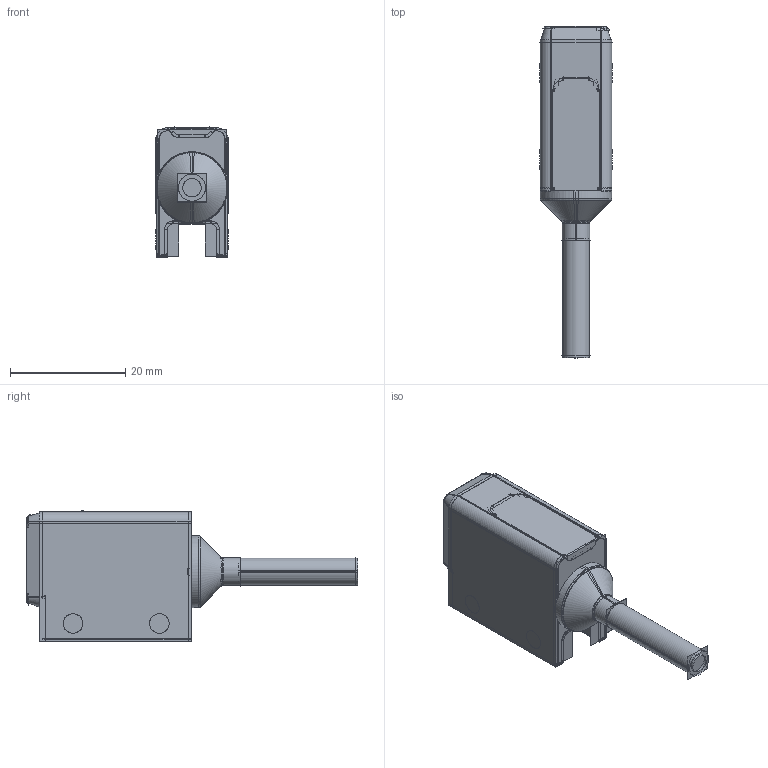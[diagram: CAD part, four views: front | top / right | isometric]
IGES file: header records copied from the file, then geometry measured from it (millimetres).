
Start section:  PTC IGES file: 141141_sm01.igs
Global section: file name: 141141_sm01.igs; native system: Creo Parametric by PTC Inc.; preprocessor: 2019292; author: PDMAdmin; organization: Unknown; date: 20221014.082849; units: millimetre
Bounding box: 12.59 x 57.66 x 22.9 mm (x, y, z)
Volume: 6835.8 mm3; surface area: 15834.3 mm2
Topology: 3 solids, 3 shells, 318 faces, 1606 edges, 2034 vertices
Faces by surface type: revolution 196, bspline 122
